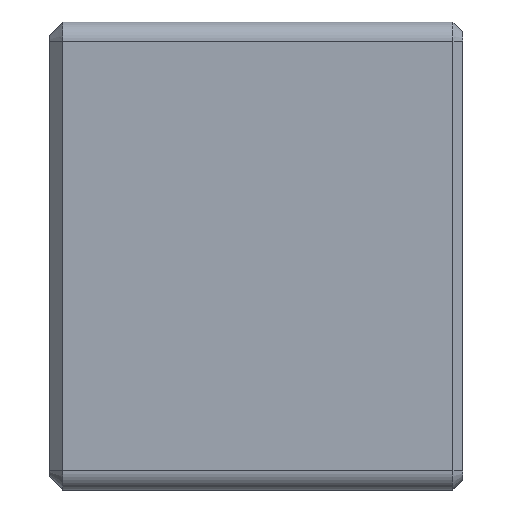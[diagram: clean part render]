
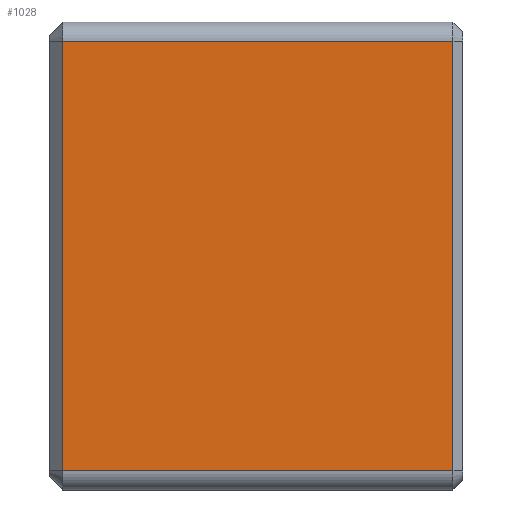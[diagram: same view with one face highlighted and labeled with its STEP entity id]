
A CAD part, left-side view. The second image highlights one B-rep face of the part: STEP entity #1028.
In plain terms, the highlighted planar face has unit normal (-1, 0, 0).
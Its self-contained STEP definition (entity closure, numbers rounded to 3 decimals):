
#57=PLANE('',#1130);
#114=FACE_OUTER_BOUND('',#177,.T.);
#177=EDGE_LOOP('',(#890,#891,#892,#893));
#226=LINE('',#1525,#343);
#285=LINE('',#1656,#402);
#294=LINE('',#1679,#411);
#295=LINE('',#1681,#412);
#343=VECTOR('',#1229,10.);
#402=VECTOR('',#1350,10.);
#411=VECTOR('',#1377,10.);
#412=VECTOR('',#1380,10.);
#485=VERTEX_POINT('',#1515);
#487=VERTEX_POINT('',#1521);
#526=VERTEX_POINT('',#1646);
#528=VERTEX_POINT('',#1652);
#586=EDGE_CURVE('',#485,#487,#226,.T.);
#652=EDGE_CURVE('',#526,#528,#285,.T.);
#664=EDGE_CURVE('',#528,#485,#294,.T.);
#665=EDGE_CURVE('',#487,#526,#295,.T.);
#890=ORIENTED_EDGE('',*,*,#586,.F.);
#891=ORIENTED_EDGE('',*,*,#664,.F.);
#892=ORIENTED_EDGE('',*,*,#652,.F.);
#893=ORIENTED_EDGE('',*,*,#665,.F.);
#1028=ADVANCED_FACE('',(#114),#57,.T.);
#1130=AXIS2_PLACEMENT_3D('',#1680,#1378,#1379);
#1229=DIRECTION('',(0.,0.,1.));
#1350=DIRECTION('',(0.,0.,-1.));
#1377=DIRECTION('',(0.,1.,0.));
#1378=DIRECTION('center_axis',(-1.,0.,0.));
#1379=DIRECTION('ref_axis',(0.,0.,1.));
#1380=DIRECTION('',(0.,-1.,0.));
#1515=CARTESIAN_POINT('',(-6.6,20.5,-11.));
#1521=CARTESIAN_POINT('',(-6.6,20.5,11.));
#1525=CARTESIAN_POINT('',(-6.6,20.5,-6.));
#1646=CARTESIAN_POINT('',(-6.6,0.5,11.));
#1652=CARTESIAN_POINT('',(-6.6,0.5,-11.));
#1656=CARTESIAN_POINT('',(-6.6,0.5,-2.));
#1679=CARTESIAN_POINT('',(-6.6,0.,-11.));
#1680=CARTESIAN_POINT('Origin',(-6.6,0.,-12.));
#1681=CARTESIAN_POINT('',(-6.6,0.,11.));
